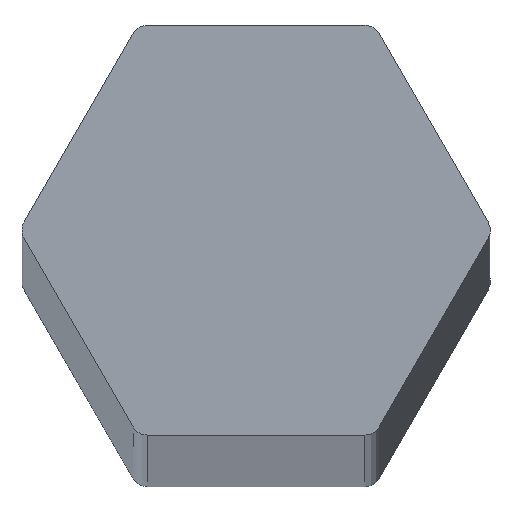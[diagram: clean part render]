
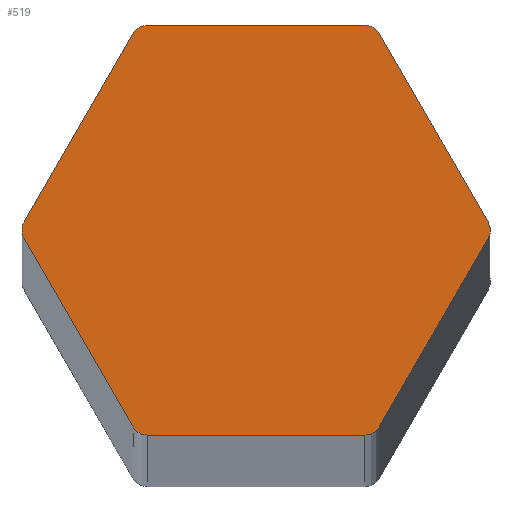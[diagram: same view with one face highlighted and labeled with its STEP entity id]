
A CAD part, top view. The second image highlights one B-rep face of the part: STEP entity #519.
In plain terms, the highlighted planar face has unit normal (0, 0, 1).
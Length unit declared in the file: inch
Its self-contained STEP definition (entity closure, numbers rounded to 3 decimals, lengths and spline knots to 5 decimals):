
#4 = ORIENTED_EDGE ( 'NONE', *, *, #409, .T. ) ;
#5 = EDGE_CURVE ( 'NONE', #313, #218, #462, .T. ) ;
#8 = ORIENTED_EDGE ( 'NONE', *, *, #465, .T. ) ;
#9 = CARTESIAN_POINT ( 'NONE',  ( -0.14982, -0.2395, 18. ) ) ;
#11 = CARTESIAN_POINT ( 'NONE',  ( 0.14982, -0.2395, 18. ) ) ;
#16 = LINE ( 'NONE', #278, #34 ) ;
#27 = CARTESIAN_POINT ( 'NONE',  ( 0.2881, 0., 18. ) ) ;
#34 = VECTOR ( 'NONE', #514, 39.37008 ) ;
#36 = DIRECTION ( 'NONE',  ( 1., 0., 0. ) ) ;
#47 = VERTEX_POINT ( 'NONE', #412 ) ;
#51 = EDGE_CURVE ( 'NONE', #273, #113, #64, .T. ) ;
#59 = AXIS2_PLACEMENT_3D ( 'NONE', #27, #376, #336 ) ;
#60 = VERTEX_POINT ( 'NONE', #210 ) ;
#63 = DIRECTION ( 'NONE',  ( 0., 0., 1. ) ) ;
#64 = LINE ( 'NONE', #410, #151 ) ;
#69 = DIRECTION ( 'NONE',  ( 0., 0., 1. ) ) ;
#71 = CARTESIAN_POINT ( 'NONE',  ( 0.1325, 0.2295, 18. ) ) ;
#73 = PLANE ( 'NONE',  #59 ) ;
#75 = CARTESIAN_POINT ( 'NONE',  ( 0.1325, 0.2495, 18. ) ) ;
#79 = AXIS2_PLACEMENT_3D ( 'NONE', #372, #485, #443 ) ;
#82 = AXIS2_PLACEMENT_3D ( 'NONE', #71, #69, #36 ) ;
#96 = CARTESIAN_POINT ( 'NONE',  ( 0.14405, -0.2495, 18. ) ) ;
#104 = AXIS2_PLACEMENT_3D ( 'NONE', #154, #120, #117 ) ;
#108 = DIRECTION ( 'NONE',  ( 0.5, 0.866, 0. ) ) ;
#110 = ORIENTED_EDGE ( 'NONE', *, *, #450, .T. ) ;
#111 = AXIS2_PLACEMENT_3D ( 'NONE', #200, #196, #195 ) ;
#113 = VERTEX_POINT ( 'NONE', #9 ) ;
#117 = DIRECTION ( 'NONE',  ( 1., 0., 0. ) ) ;
#120 = DIRECTION ( 'NONE',  ( 0., 0., 1. ) ) ;
#121 = LINE ( 'NONE', #470, #392 ) ;
#130 = CARTESIAN_POINT ( 'NONE',  ( 0.14405, 0.2495, 18. ) ) ;
#133 = VERTEX_POINT ( 'NONE', #362 ) ;
#141 = CARTESIAN_POINT ( 'NONE',  ( -0.285, 0., 18. ) ) ;
#144 = VECTOR ( 'NONE', #108, 39.37008 ) ;
#150 = AXIS2_PLACEMENT_3D ( 'NONE', #326, #319, #283 ) ;
#151 = VECTOR ( 'NONE', #453, 39.37008 ) ;
#153 = CIRCLE ( 'NONE', #111, 0.02 ) ;
#154 = CARTESIAN_POINT ( 'NONE',  ( 0.265, 0., 18. ) ) ;
#155 = CARTESIAN_POINT ( 'NONE',  ( -0.265, 0., 18. ) ) ;
#168 = VERTEX_POINT ( 'NONE', #11 ) ;
#174 = ORIENTED_EDGE ( 'NONE', *, *, #305, .T. ) ;
#175 = AXIS2_PLACEMENT_3D ( 'NONE', #389, #387, #356 ) ;
#180 = EDGE_LOOP ( 'NONE', ( #480, #282, #8, #488, #252, #341, #174, #343, #4, #360, #110, #419, #231 ) ) ;
#188 = CARTESIAN_POINT ( 'NONE',  ( 0.28232, -0.01, 18. ) ) ;
#195 = DIRECTION ( 'NONE',  ( 1., 0., 0. ) ) ;
#196 = DIRECTION ( 'NONE',  ( 0., 0., 1. ) ) ;
#200 = CARTESIAN_POINT ( 'NONE',  ( 0.1325, -0.2295, 18. ) ) ;
#210 = CARTESIAN_POINT ( 'NONE',  ( -0.1325, 0.2495, 18. ) ) ;
#214 = LINE ( 'NONE', #130, #321 ) ;
#218 = VERTEX_POINT ( 'NONE', #141 ) ;
#221 = CARTESIAN_POINT ( 'NONE',  ( 0.2881, 0., 18. ) ) ;
#228 = CARTESIAN_POINT ( 'NONE',  ( 0.28232, 0.01, 18. ) ) ;
#231 = ORIENTED_EDGE ( 'NONE', *, *, #370, .T. ) ;
#245 = CIRCLE ( 'NONE', #82, 0.02 ) ;
#252 = ORIENTED_EDGE ( 'NONE', *, *, #286, .T. ) ;
#256 = DIRECTION ( 'NONE',  ( -1., 0., 0. ) ) ;
#263 = CIRCLE ( 'NONE', #150, 0.02 ) ;
#267 = CARTESIAN_POINT ( 'NONE',  ( -0.28232, 0.01, 18. ) ) ;
#273 = VERTEX_POINT ( 'NONE', #418 ) ;
#278 = CARTESIAN_POINT ( 'NONE',  ( -0.14405, 0.2495, 18. ) ) ;
#281 = AXIS2_PLACEMENT_3D ( 'NONE', #155, #63, #357 ) ;
#282 = ORIENTED_EDGE ( 'NONE', *, *, #481, .T. ) ;
#283 = DIRECTION ( 'NONE',  ( 1., 0., 0. ) ) ;
#286 = EDGE_CURVE ( 'NONE', #168, #405, #420, .T. ) ;
#296 = VECTOR ( 'NONE', #428, 39.37008 ) ;
#305 = EDGE_CURVE ( 'NONE', #505, #469, #511, .T. ) ;
#313 = VERTEX_POINT ( 'NONE', #267 ) ;
#319 = DIRECTION ( 'NONE',  ( 0., 0., 1. ) ) ;
#321 = VECTOR ( 'NONE', #256, 39.37008 ) ;
#326 = CARTESIAN_POINT ( 'NONE',  ( -0.1325, -0.2295, 18. ) ) ;
#336 = DIRECTION ( 'NONE',  ( 1., 0., 0. ) ) ;
#341 = ORIENTED_EDGE ( 'NONE', *, *, #504, .T. ) ;
#343 = ORIENTED_EDGE ( 'NONE', *, *, #512, .T. ) ;
#356 = DIRECTION ( 'NONE',  ( 1., 0., 0. ) ) ;
#357 = DIRECTION ( 'NONE',  ( 1., 0., 0. ) ) ;
#360 = ORIENTED_EDGE ( 'NONE', *, *, #515, .T. ) ;
#362 = CARTESIAN_POINT ( 'NONE',  ( -0.14982, 0.2395, 18. ) ) ;
#364 = CIRCLE ( 'NONE', #104, 0.02 ) ;
#367 = CIRCLE ( 'NONE', #175, 0.02 ) ;
#370 = EDGE_CURVE ( 'NONE', #218, #273, #367, .T. ) ;
#372 = CARTESIAN_POINT ( 'NONE',  ( -0.1325, 0.2295, 18. ) ) ;
#373 = FACE_OUTER_BOUND ( 'NONE', #180, .T. ) ;
#376 = DIRECTION ( 'NONE',  ( 0., 0., 1. ) ) ;
#387 = DIRECTION ( 'NONE',  ( 0., 0., 1. ) ) ;
#389 = CARTESIAN_POINT ( 'NONE',  ( -0.265, 0., 18. ) ) ;
#392 = VECTOR ( 'NONE', #436, 39.37008 ) ;
#405 = VERTEX_POINT ( 'NONE', #188 ) ;
#409 = EDGE_CURVE ( 'NONE', #513, #60, #214, .T. ) ;
#410 = CARTESIAN_POINT ( 'NONE',  ( -0.2881, 0., 18. ) ) ;
#412 = CARTESIAN_POINT ( 'NONE',  ( 0.1325, -0.2495, 18. ) ) ;
#418 = CARTESIAN_POINT ( 'NONE',  ( -0.28232, -0.01, 18. ) ) ;
#419 = ORIENTED_EDGE ( 'NONE', *, *, #5, .T. ) ;
#420 = LINE ( 'NONE', #96, #144 ) ;
#428 = DIRECTION ( 'NONE',  ( -0.5, 0.866, 0. ) ) ;
#436 = DIRECTION ( 'NONE',  ( 1., 0., 0. ) ) ;
#442 = CARTESIAN_POINT ( 'NONE',  ( 0.14982, 0.2395, 18. ) ) ;
#443 = DIRECTION ( 'NONE',  ( 1., 0., 0. ) ) ;
#450 = EDGE_CURVE ( 'NONE', #133, #313, #16, .T. ) ;
#453 = DIRECTION ( 'NONE',  ( 0.5, -0.866, 0. ) ) ;
#458 = CIRCLE ( 'NONE', #79, 0.02 ) ;
#462 = CIRCLE ( 'NONE', #281, 0.02 ) ;
#464 = VERTEX_POINT ( 'NONE', #475 ) ;
#465 = EDGE_CURVE ( 'NONE', #464, #47, #121, .T. ) ;
#469 = VERTEX_POINT ( 'NONE', #442 ) ;
#470 = CARTESIAN_POINT ( 'NONE',  ( -0.14405, -0.2495, 18. ) ) ;
#475 = CARTESIAN_POINT ( 'NONE',  ( -0.1325, -0.2495, 18. ) ) ;
#480 = ORIENTED_EDGE ( 'NONE', *, *, #51, .T. ) ;
#481 = EDGE_CURVE ( 'NONE', #113, #464, #263, .T. ) ;
#485 = DIRECTION ( 'NONE',  ( 0., 0., 1. ) ) ;
#488 = ORIENTED_EDGE ( 'NONE', *, *, #493, .T. ) ;
#493 = EDGE_CURVE ( 'NONE', #47, #168, #153, .T. ) ;
#504 = EDGE_CURVE ( 'NONE', #405, #505, #364, .T. ) ;
#505 = VERTEX_POINT ( 'NONE', #228 ) ;
#511 = LINE ( 'NONE', #221, #296 ) ;
#512 = EDGE_CURVE ( 'NONE', #469, #513, #245, .T. ) ;
#513 = VERTEX_POINT ( 'NONE', #75 ) ;
#514 = DIRECTION ( 'NONE',  ( -0.5, -0.866, 0. ) ) ;
#515 = EDGE_CURVE ( 'NONE', #60, #133, #458, .T. ) ;
#519 = ADVANCED_FACE ( 'NONE', ( #373 ), #73, .T. ) ;
